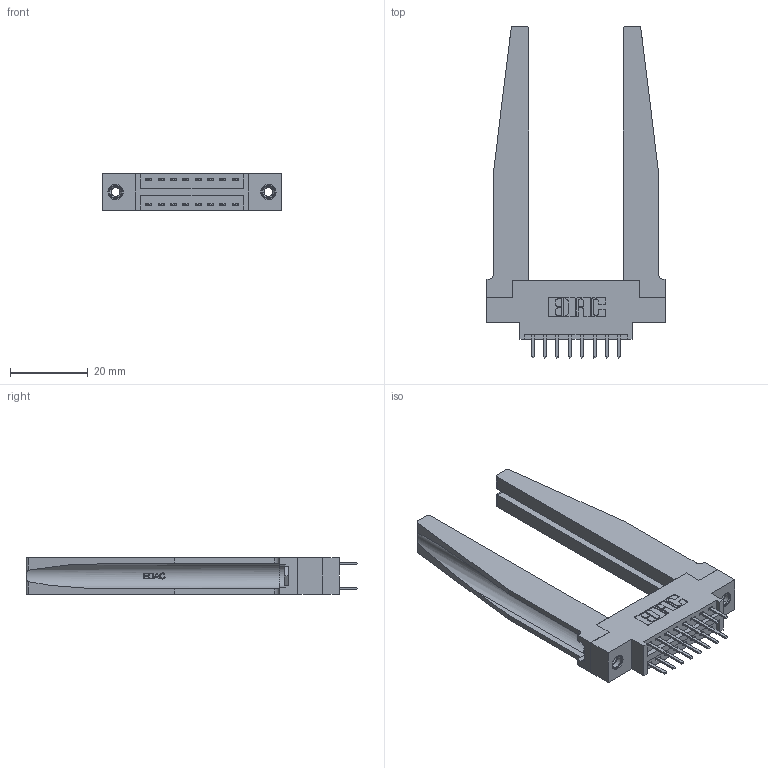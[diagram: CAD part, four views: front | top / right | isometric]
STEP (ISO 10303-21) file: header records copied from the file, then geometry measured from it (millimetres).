
FILE_DESCRIPTION (( 'STEP AP203' ), '1' );
FILE_NAME ('396-016-520-878.STEP', '2019-11-01T17:28:33', ( '' ), ( '' ), 'SwSTEP 2.0', 'SolidWorks 2016', '' );
FILE_SCHEMA (( 'CONFIG_CONTROL_DESIGN' ));
Length unit declared in the file: inch
Products named in the file (5): 346 Part_0.170 Offset - 0.156 Dia-TH; 345-292-001_345-293-120; 346-220-078_345-220-078; 345-250-001_345-250-001-102; 396-016-520-878
Assembly tree (21 placements, depth 2):
  396-016-520-878
    346 Part_0.170 Offset - 0.156 Dia-TH
    345-292-001_345-293-120  x16
    346-220-078_345-220-078  x2
    345-250-001_345-250-001-102  x2
Bounding box: 45.97 x 85.29 x 9.4 mm (x, y, z)
Volume: 10966.2 mm3; surface area: 11743.3 mm2
Topology: 21 solids, 21 shells, 1256 faces, 3557 edges, 2318 vertices
Faces by surface type: plane 814, cylinder 390, bspline 36, cone 12, torus 4
Entity records: 14792 total; most frequent: CARTESIAN_POINT 3435, ORIENTED_EDGE 2246, DIRECTION 2053, EDGE_CURVE 1123, VECTOR 861, LINE 861, VERTEX_POINT 740, AXIS2_PLACEMENT_3D 596
